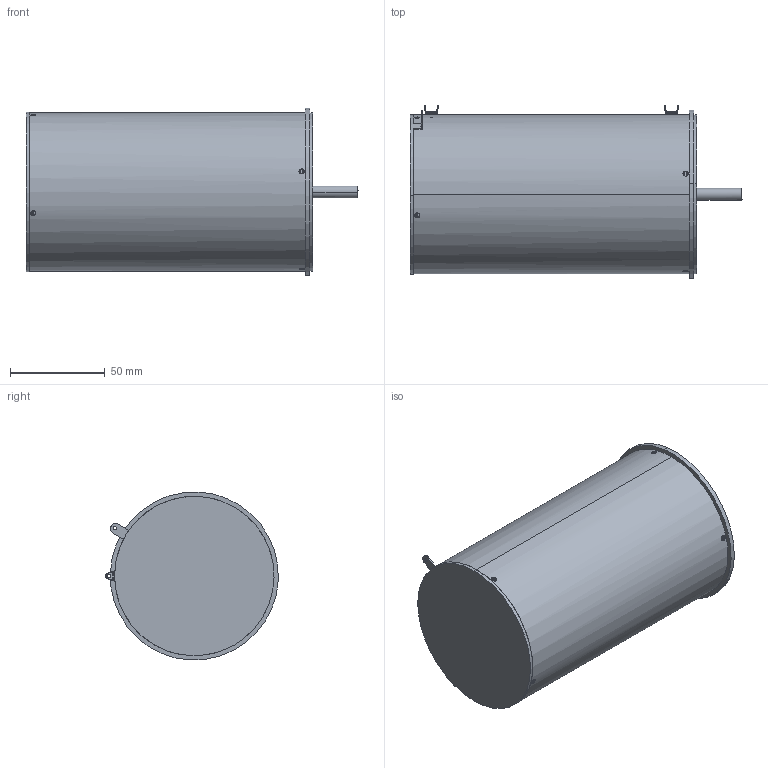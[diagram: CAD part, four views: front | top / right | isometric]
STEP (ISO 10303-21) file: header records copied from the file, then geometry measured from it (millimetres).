
FILE_DESCRIPTION((''),'2;1');
FILE_NAME('ESP-1G_SW0001','2015-07-16T',('bmozley'),(''),'CREO PARAMETRIC BY PTC INC, 2015080','CREO PARAMETRIC BY PTC INC, 2015080','');
FILE_SCHEMA(('CONFIG_CONTROL_DESIGN'));
Length unit declared in the file: inch
Products named in the file (1): ESP-1G_SW0001
Bounding box: 175.58 x 91.28 x 88.82 mm (x, y, z)
Volume: 845082.8 mm3; surface area: 55557.6 mm2
Topology: 3 solids, 3 shells, 614 faces, 1479 edges, 937 vertices
Faces by surface type: bspline 220, cylinder 206, plane 137, sphere 32, torus 12, cone 7
Entity records: 33782 total; most frequent: CARTESIAN_POINT 21148, ORIENTED_EDGE 2926, DIRECTION 1946, EDGE_CURVE 1463, VERTEX_POINT 937, AXIS2_PLACEMENT_3D 743, EDGE_LOOP 708, B_SPLINE_CURVE_WITH_KNOTS 654
